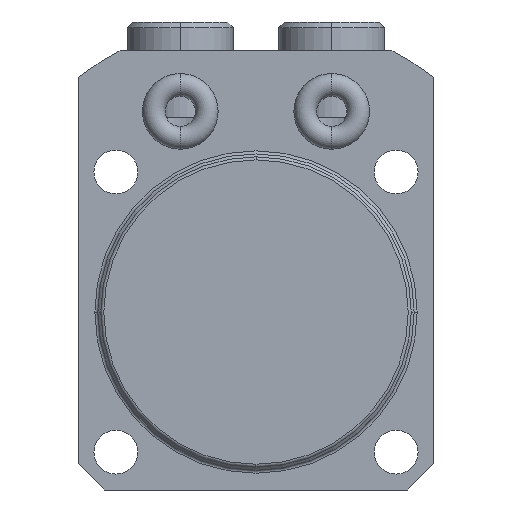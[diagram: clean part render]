
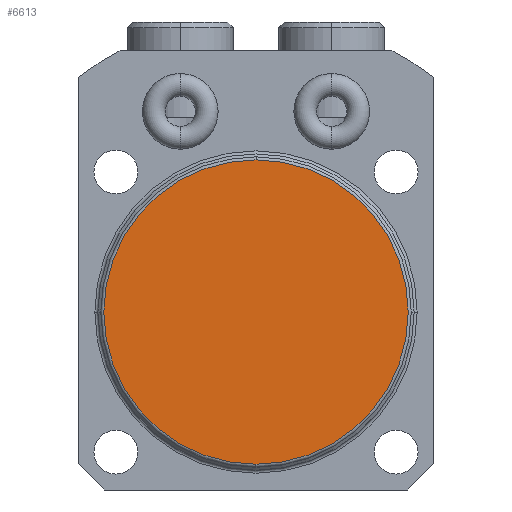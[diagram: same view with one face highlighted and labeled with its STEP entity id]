
A CAD part, front view. The second image highlights one B-rep face of the part: STEP entity #6613.
In plain terms, the highlighted planar face has unit normal (0, -1, 0).
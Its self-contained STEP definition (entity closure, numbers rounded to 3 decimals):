
#2240=CARTESIAN_POINT('',(0.,-50.,0.));
#2241=DIRECTION('',(0.,-1.,0.));
#2242=DIRECTION('',(0.,0.,1.));
#2243=AXIS2_PLACEMENT_3D('',#2240,#2241,#2242);
#2248=CARTESIAN_POINT('',(0.,-50.,0.));
#2249=DIRECTION('',(0.,-1.,0.));
#2250=DIRECTION('',(0.,0.,-1.));
#2251=AXIS2_PLACEMENT_3D('',#2248,#2249,#2250);
#4849=CARTESIAN_POINT('',(0.,-50.,20.1));
#4850=CARTESIAN_POINT('',(0.,-50.,-20.1));
#4851=VERTEX_POINT('',#4849);
#4852=VERTEX_POINT('',#4850);
#6603=CARTESIAN_POINT('',(0.,-50.,0.));
#6604=DIRECTION('',(0.,-1.,0.));
#6605=DIRECTION('',(0.,0.,-1.));
#6606=AXIS2_PLACEMENT_3D('',#6603,#6604,#6605);
#6607=PLANE('',#6606);
#6609=ORIENTED_EDGE('',*,*,#6608,.F.);
#6610=ORIENTED_EDGE('',*,*,#6593,.F.);
#6611=EDGE_LOOP('',(#6609,#6610));
#6612=FACE_OUTER_BOUND('',#6611,.F.);
#2244=CIRCLE('',#2243,20.1);
#2252=CIRCLE('',#2251,20.1);
#6593=EDGE_CURVE('',#4852,#4851,#2252,.T.);
#6608=EDGE_CURVE('',#4851,#4852,#2244,.T.);
#6613=ADVANCED_FACE('',(#6612),#6607,.T.);
